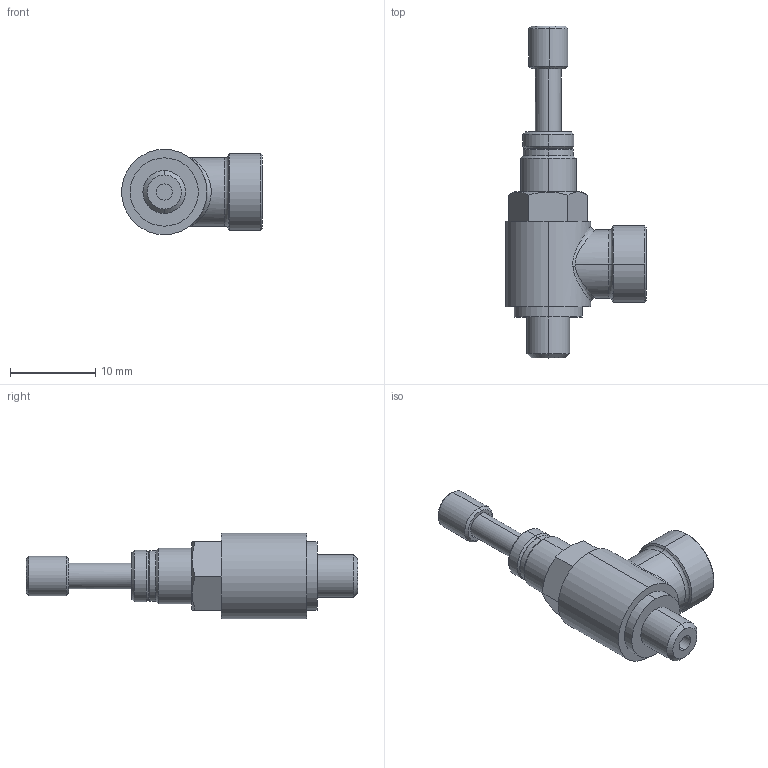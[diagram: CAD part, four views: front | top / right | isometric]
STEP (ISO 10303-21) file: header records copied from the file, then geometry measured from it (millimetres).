
FILE_DESCRIPTION (( 'STEP AP203' ), '1' );
FILE_NAME ('04300C00.STEP', '2010-04-29T13:03:47', ( '' ), ( 'sopra-pneumatic' ), 'SwSTEP 2.0', 'SolidWorks 2009', '' );
FILE_SCHEMA (( 'CONFIG_CONTROL_DESIGN' ));
Length unit declared in the file: millimetre
Products named in the file (1): 04300C00
Bounding box: 16.5 x 38.9 x 10 mm (x, y, z)
Volume: 1755.9 mm3; surface area: 1323.7 mm2
Topology: 1 solids, 1 shells, 68 faces, 144 edges, 88 vertices
Faces by surface type: cylinder 24, cone 22, plane 18, bspline 2, torus 2
Entity records: 2867 total; most frequent: CARTESIAN_POINT 1297, DIRECTION 336, ORIENTED_EDGE 288, EDGE_CURVE 144, AXIS2_PLACEMENT_3D 139, VERTEX_POINT 88, EDGE_LOOP 78, CIRCLE 72
